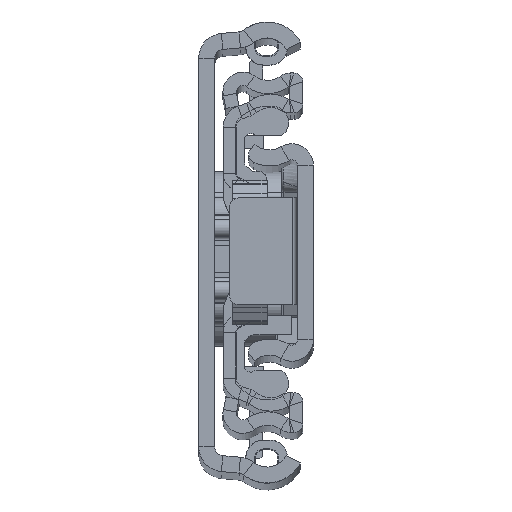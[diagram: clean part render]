
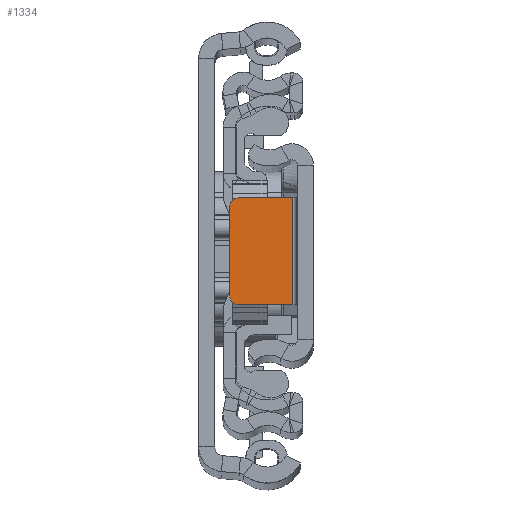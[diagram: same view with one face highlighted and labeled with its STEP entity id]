
A CAD part, top view. The second image highlights one B-rep face of the part: STEP entity #1334.
In plain terms, the highlighted planar face has unit normal (0, 0, 1).
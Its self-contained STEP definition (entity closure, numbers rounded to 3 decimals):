
#1334 = ADVANCED_FACE ( 'NONE', ( #17608 ), #25840, .T. ) ;
#1395 = DIRECTION ( 'NONE',  ( -1., 0., 0. ) ) ;
#1512 = CARTESIAN_POINT ( 'NONE',  ( -8.4, -5.849, -6.8 ) ) ;
#1826 = DIRECTION ( 'NONE',  ( 1., 0., 0. ) ) ;
#2559 = DIRECTION ( 'NONE',  ( 1., 0., 0. ) ) ;
#3222 = LINE ( 'NONE', #16032, #29329 ) ;
#3977 = LINE ( 'NONE', #24840, #13003 ) ;
#4144 = EDGE_CURVE ( 'NONE', #8909, #7953, #10011, .T. ) ;
#4302 = ORIENTED_EDGE ( 'NONE', *, *, #17199, .T. ) ;
#6513 = VECTOR ( 'NONE', #33617, 1000. ) ;
#6872 = EDGE_CURVE ( 'NONE', #13748, #24966, #14618, .T. ) ;
#7681 = CARTESIAN_POINT ( 'NONE',  ( -9.4, 5.151, -6.8 ) ) ;
#7953 = VERTEX_POINT ( 'NONE', #10683 ) ;
#8042 = ORIENTED_EDGE ( 'NONE', *, *, #6872, .F. ) ;
#8909 = VERTEX_POINT ( 'NONE', #27325 ) ;
#9928 = DIRECTION ( 'NONE',  ( 0., 0., 1. ) ) ;
#10011 = LINE ( 'NONE', #25595, #6513 ) ;
#10284 = CIRCLE ( 'NONE', #31571, 1. ) ;
#10683 = CARTESIAN_POINT ( 'NONE',  ( -2.3, -5.849, -6.8 ) ) ;
#10731 = VERTEX_POINT ( 'NONE', #1512 ) ;
#10834 = CARTESIAN_POINT ( 'NONE',  ( -8.4, -4.849, -6.8 ) ) ;
#11594 = ORIENTED_EDGE ( 'NONE', *, *, #4144, .F. ) ;
#12922 = CARTESIAN_POINT ( 'NONE',  ( -9.4, -4.849, -6.8 ) ) ;
#13003 = VECTOR ( 'NONE', #1395, 1000. ) ;
#13408 = AXIS2_PLACEMENT_3D ( 'NONE', #10834, #13732, #19200 ) ;
#13732 = DIRECTION ( 'NONE',  ( 0., 0., 1. ) ) ;
#13748 = VERTEX_POINT ( 'NONE', #12922 ) ;
#13967 = DIRECTION ( 'NONE',  ( 1., 0., 0. ) ) ;
#14312 = DIRECTION ( 'NONE',  ( 0., 0., 1. ) ) ;
#14618 = LINE ( 'NONE', #14794, #18121 ) ;
#14794 = CARTESIAN_POINT ( 'NONE',  ( -9.4, 6.151, -6.8 ) ) ;
#14871 = CARTESIAN_POINT ( 'NONE',  ( 0., 0., -6.8 ) ) ;
#15551 = VERTEX_POINT ( 'NONE', #21225 ) ;
#16032 = CARTESIAN_POINT ( 'NONE',  ( -1.8, 6.151, -6.8 ) ) ;
#16115 = CIRCLE ( 'NONE', #13408, 1. ) ;
#17199 = EDGE_CURVE ( 'NONE', #15551, #24966, #10284, .T. ) ;
#17608 = FACE_OUTER_BOUND ( 'NONE', #19980, .T. ) ;
#18121 = VECTOR ( 'NONE', #25248, 1000. ) ;
#19200 = DIRECTION ( 'NONE',  ( 1., 0., 0. ) ) ;
#19444 = AXIS2_PLACEMENT_3D ( 'NONE', #14871, #9928, #2559 ) ;
#19912 = ORIENTED_EDGE ( 'NONE', *, *, #28055, .F. ) ;
#19980 = EDGE_LOOP ( 'NONE', ( #8042, #30217, #29235, #11594, #19912, #4302 ) ) ;
#21225 = CARTESIAN_POINT ( 'NONE',  ( -8.4, 6.151, -6.8 ) ) ;
#24840 = CARTESIAN_POINT ( 'NONE',  ( -9.4, -5.849, -6.8 ) ) ;
#24966 = VERTEX_POINT ( 'NONE', #7681 ) ;
#25248 = DIRECTION ( 'NONE',  ( 0., 1., 0. ) ) ;
#25263 = CARTESIAN_POINT ( 'NONE',  ( -8.4, 5.151, -6.8 ) ) ;
#25595 = CARTESIAN_POINT ( 'NONE',  ( -2.3, 6.151, -6.8 ) ) ;
#25716 = EDGE_CURVE ( 'NONE', #7953, #10731, #3977, .T. ) ;
#25840 = PLANE ( 'NONE',  #19444 ) ;
#27325 = CARTESIAN_POINT ( 'NONE',  ( -2.3, 6.151, -6.8 ) ) ;
#28055 = EDGE_CURVE ( 'NONE', #15551, #8909, #3222, .T. ) ;
#29235 = ORIENTED_EDGE ( 'NONE', *, *, #25716, .F. ) ;
#29329 = VECTOR ( 'NONE', #13967, 1000. ) ;
#29970 = EDGE_CURVE ( 'NONE', #13748, #10731, #16115, .T. ) ;
#30217 = ORIENTED_EDGE ( 'NONE', *, *, #29970, .T. ) ;
#31571 = AXIS2_PLACEMENT_3D ( 'NONE', #25263, #14312, #1826 ) ;
#33617 = DIRECTION ( 'NONE',  ( 0., -1., 0. ) ) ;
